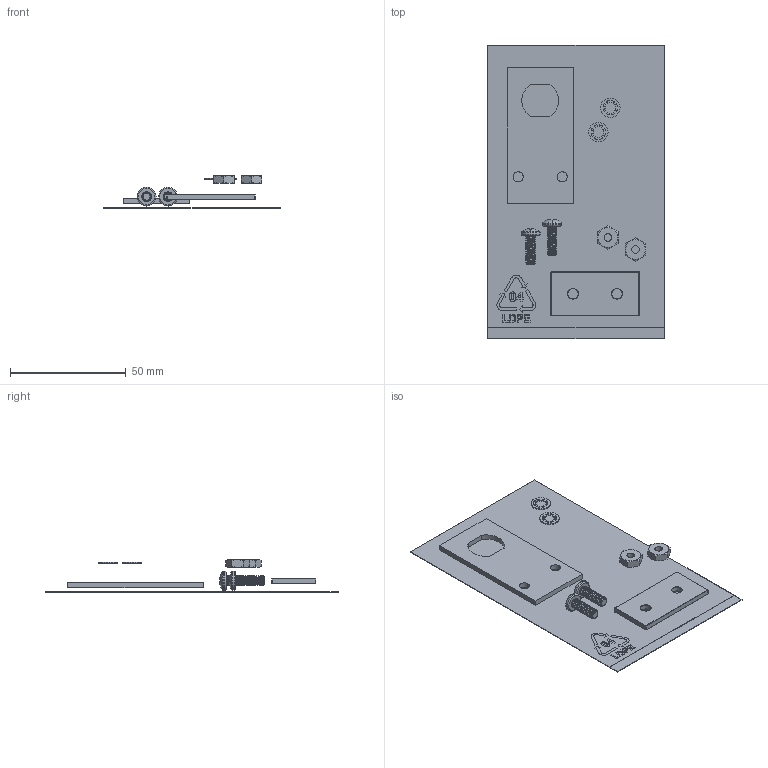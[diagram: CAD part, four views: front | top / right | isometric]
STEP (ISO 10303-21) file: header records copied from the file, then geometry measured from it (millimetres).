
FILE_DESCRIPTION (( 'STEP AP214' ), '1' );
FILE_NAME ('GSA-KIT-N.STEP', '2019-07-30T18:55:16', ( '' ), ( '' ), 'SwSTEP 2.0', 'SolidWorks 2019', '' );
FILE_SCHEMA (( 'AUTOMOTIVE_DESIGN' ));
Length unit declared in the file: inch
Products named in the file (11): 7050-0014; Recycle Logo2_04; GSA-KIT-N-C^gsa-kit-n; 7050-0014^7050-0014; 1172-0001; 5410-035; GSA-KIT-N; 1173-0002; 9100-0221; 1171-0211-08; 5420-0120
Assembly tree (12 placements, depth 4):
  GSA-KIT-N-C^gsa-kit-n
  GSA-KIT-N
    9100-0221
      1171-0211-08  x2
      1173-0002  x2
      1172-0001  x2
      5420-0120
      5410-035
      7050-0014
        7050-0014^7050-0014
        Recycle Logo2_04
Bounding box: 76.2 x 127 x 14.09 mm (x, y, z)
Volume: 8263.4 mm3; surface area: 26331.9 mm2
Topology: 18 solids, 18 shells, 614 faces, 1688 edges, 1104 vertices
Faces by surface type: cylinder 295, plane 221, bspline 36, cone 34, torus 16, sphere 12
Entity records: 16754 total; most frequent: CARTESIAN_POINT 6627, ORIENTED_EDGE 2152, DIRECTION 1838, EDGE_CURVE 1076, VERTEX_POINT 704, AXIS2_PLACEMENT_3D 628, LINE 582, VECTOR 582
